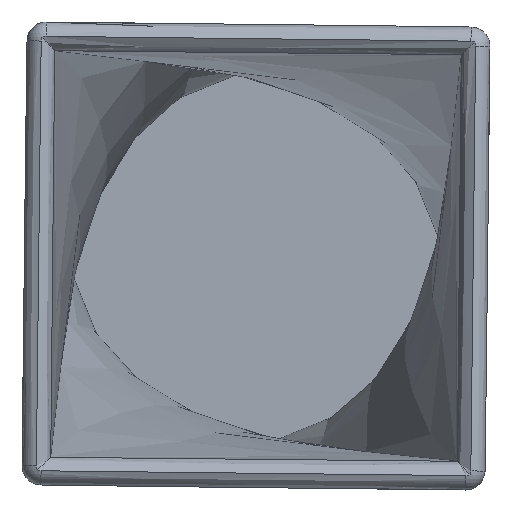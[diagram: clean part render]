
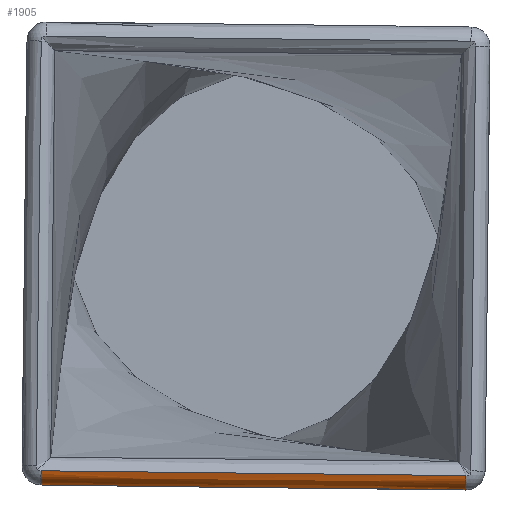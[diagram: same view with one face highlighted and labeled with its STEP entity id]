
A CAD part, top view. The second image highlights one B-rep face of the part: STEP entity #1905.
In plain terms, the highlighted free-form (B-spline) face has degree [3, 2] with [8, 3] control points.
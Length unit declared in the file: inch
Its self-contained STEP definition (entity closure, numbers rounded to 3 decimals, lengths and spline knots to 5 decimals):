
#56 = CARTESIAN_POINT ( 'NONE',  ( -0.38396, -1.20739, 5.3849 ) ) ;
#284 = AXIS2_PLACEMENT_3D ( 'NONE', #898, #3531, #1275 ) ;
#359 = CARTESIAN_POINT ( 'NONE',  ( -0.39173, -1.22106, 5.47558 ) ) ;
#377 = CARTESIAN_POINT ( 'NONE',  ( 0.91131, -1.14395, 5.49751 ) ) ;
#441 = CARTESIAN_POINT ( 'NONE',  ( -1.12388, -1.19334, 5.37538 ) ) ;
#547 = DIRECTION ( 'NONE',  ( 1., -0.015, 0. ) ) ;
#692 = EDGE_CURVE ( 'NONE', #2347, #1833, #1406, .T. ) ;
#739 = CARTESIAN_POINT ( 'NONE',  ( 0.17072, -1.2153, 5.39129 ) ) ;
#760 = CARTESIAN_POINT ( 'NONE',  ( 1.09609, -1.2244, 5.47941 ) ) ;
#766 = CIRCLE ( 'NONE', #284, 0.1 ) ;
#826 =( BOUNDED_SURFACE ( )  B_SPLINE_SURFACE ( 3, 2, ( 
 ( #2600, #1103, #1863 ),
 ( #4483, #2235, #4853 ),
 ( #2615, #359, #3003 ),
 ( #739, #3380, #1121 ),
 ( #3759, #1507, #4132 ),
 ( #1880, #4497, #2249 ),
 ( #4870, #2631, #377 ),
 ( #3021, #760, #3397 ) ),
 .UNSPECIFIED., .F., .F., .T. ) 
 B_SPLINE_SURFACE_WITH_KNOTS ( ( 4, 2, 2, 4 ),
 ( 3, 3 ),
 ( 0.02187, 0.05005, 0.06414, 0.07824 ),
 ( 0., 0.85068 ),
 .UNSPECIFIED. ) 
 GEOMETRIC_REPRESENTATION_ITEM ( )  RATIONAL_B_SPLINE_SURFACE ( (
 ( 1., 0.672, 0.902),
 ( 1., 0.686, 0.906),
 ( 1., 0.704, 0.912),
 ( 1., 0.724, 0.918),
 ( 1., 0.73, 0.919),
 ( 1., 0.739, 0.922),
 ( 1., 0.742, 0.923),
 ( 1., 0.743, 0.923) ) ) 
 REPRESENTATION_ITEM ( '' )  SURFACE ( )  );
#898 = CARTESIAN_POINT ( 'NONE',  ( 1.09643, -1.1224, 5.4 ) ) ;
#1009 = CARTESIAN_POINT ( 'NONE',  ( 1.09635, -1.1474, 5.49682 ) ) ;
#1103 = CARTESIAN_POINT ( 'NONE',  ( -1.12425, -1.21796, 5.47229 ) ) ;
#1121 = CARTESIAN_POINT ( 'NONE',  ( 0.1712, -1.13849, 5.49736 ) ) ;
#1184 = CARTESIAN_POINT ( 'NONE',  ( 1.0961, -1.22236, 5.39752 ) ) ;
#1275 = DIRECTION ( 'NONE',  ( 0.003, 1., 0. ) ) ;
#1392 = CARTESIAN_POINT ( 'NONE',  ( 0.17167, -1.14076, 5.4968 ) ) ;
#1406 = B_SPLINE_CURVE_WITH_KNOTS ( 'NONE', 3,
 ( #1009, #4007, #2499, #3644, #1392, #4023, #1771, #4382 ),
 .UNSPECIFIED., .F., .F.,
 ( 4, 2, 2, 4 ),
 ( -0.02785, -0.01376, 0.00033, 0.02852 ),
 .UNSPECIFIED. ) ;
#1507 = CARTESIAN_POINT ( 'NONE',  ( 0.35463, -1.22328, 5.47814 ) ) ;
#1509 = B_SPLINE_CURVE_WITH_KNOTS ( 'NONE', 3,
 ( #1184, #4190, #1940, #4564, #2311, #56, #2695, #441 ),
 .UNSPECIFIED., .F., .F.,
 ( 4, 2, 2, 4 ),
 ( 0.00258, 0.01668, 0.03078, 0.05898 ),
 .UNSPECIFIED. ) ;
#1572 = EDGE_CURVE ( 'NONE', #2923, #2347, #766, .T. ) ;
#1655 = FACE_OUTER_BOUND ( 'NONE', #3123, .T. ) ;
#1693 = CARTESIAN_POINT ( 'NONE',  ( 1.09635, -1.1474, 5.49682 ) ) ;
#1771 = CARTESIAN_POINT ( 'NONE',  ( -0.75294, -1.12759, 5.49669 ) ) ;
#1833 = VERTEX_POINT ( 'NONE', #2937 ) ;
#1863 = CARTESIAN_POINT ( 'NONE',  ( -1.12277, -1.12106, 5.49692 ) ) ;
#1880 = CARTESIAN_POINT ( 'NONE',  ( 0.72595, -1.22066, 5.39597 ) ) ;
#1905 = ADVANCED_FACE ( 'NONE', ( #1655 ), #826, .T. ) ;
#1936 = ORIENTED_EDGE ( 'NONE', *, *, #3094, .T. ) ;
#1940 = CARTESIAN_POINT ( 'NONE',  ( 0.72605, -1.22066, 5.39597 ) ) ;
#1984 = EDGE_CURVE ( 'NONE', #2923, #2782, #1509, .T. ) ;
#2235 = CARTESIAN_POINT ( 'NONE',  ( -0.76243, -1.21946, 5.4738 ) ) ;
#2249 = CARTESIAN_POINT ( 'NONE',  ( 0.7262, -1.14302, 5.49748 ) ) ;
#2311 = CARTESIAN_POINT ( 'NONE',  ( 0.17102, -1.21531, 5.39129 ) ) ;
#2347 = VERTEX_POINT ( 'NONE', #1693 ) ;
#2499 = CARTESIAN_POINT ( 'NONE',  ( 0.72647, -1.14575, 5.49682 ) ) ;
#2600 = CARTESIAN_POINT ( 'NONE',  ( -1.12388, -1.19334, 5.37538 ) ) ;
#2615 = CARTESIAN_POINT ( 'NONE',  ( -0.38438, -1.20738, 5.3849 ) ) ;
#2631 = CARTESIAN_POINT ( 'NONE',  ( 0.91059, -1.22424, 5.47925 ) ) ;
#2695 = CARTESIAN_POINT ( 'NONE',  ( -0.75391, -1.20007, 5.37961 ) ) ;
#2755 = ORIENTED_EDGE ( 'NONE', *, *, #1984, .F. ) ;
#2782 = VERTEX_POINT ( 'NONE', #4419 ) ;
#2803 = CARTESIAN_POINT ( 'NONE',  ( -1.1224, -1.09643, 5.4 ) ) ;
#2923 = VERTEX_POINT ( 'NONE', #4531 ) ;
#2937 = CARTESIAN_POINT ( 'NONE',  ( -1.12279, -1.12222, 5.49662 ) ) ;
#3003 = CARTESIAN_POINT ( 'NONE',  ( -0.38484, -1.13199, 5.49718 ) ) ;
#3021 = CARTESIAN_POINT ( 'NONE',  ( 1.0961, -1.22236, 5.39752 ) ) ;
#3094 = EDGE_CURVE ( 'NONE', #1833, #2782, #3479, .T. ) ;
#3123 = EDGE_LOOP ( 'NONE', ( #2755, #4631, #3958, #1936 ) ) ;
#3187 = DIRECTION ( 'NONE',  ( 0.015, 1., 0. ) ) ;
#3380 = CARTESIAN_POINT ( 'NONE',  ( 0.1689, -1.2228, 5.47758 ) ) ;
#3397 = CARTESIAN_POINT ( 'NONE',  ( 1.09636, -1.14451, 5.49753 ) ) ;
#3479 = CIRCLE ( 'NONE', #3607, 0.1 ) ;
#3531 = DIRECTION ( 'NONE',  ( -1., 0.003, 0. ) ) ;
#3607 = AXIS2_PLACEMENT_3D ( 'NONE', #2803, #547, #3187 ) ;
#3644 = CARTESIAN_POINT ( 'NONE',  ( 0.3566, -1.14274, 5.49681 ) ) ;
#3759 = CARTESIAN_POINT ( 'NONE',  ( 0.35579, -1.21745, 5.39314 ) ) ;
#3958 = ORIENTED_EDGE ( 'NONE', *, *, #692, .T. ) ;
#4007 = CARTESIAN_POINT ( 'NONE',  ( 0.91141, -1.14679, 5.49682 ) ) ;
#4023 = CARTESIAN_POINT ( 'NONE',  ( -0.38311, -1.13372, 5.49676 ) ) ;
#4132 = CARTESIAN_POINT ( 'NONE',  ( 0.3563, -1.1403, 5.49741 ) ) ;
#4190 = CARTESIAN_POINT ( 'NONE',  ( 0.91107, -1.22173, 5.39695 ) ) ;
#4382 = CARTESIAN_POINT ( 'NONE',  ( -1.12279, -1.12222, 5.49662 ) ) ;
#4419 = CARTESIAN_POINT ( 'NONE',  ( -1.12388, -1.19334, 5.37538 ) ) ;
#4483 = CARTESIAN_POINT ( 'NONE',  ( -0.75424, -1.20006, 5.37961 ) ) ;
#4497 = CARTESIAN_POINT ( 'NONE',  ( 0.72483, -1.22399, 5.47897 ) ) ;
#4531 = CARTESIAN_POINT ( 'NONE',  ( 1.0961, -1.22236, 5.39752 ) ) ;
#4564 = CARTESIAN_POINT ( 'NONE',  ( 0.35603, -1.21746, 5.39314 ) ) ;
#4631 = ORIENTED_EDGE ( 'NONE', *, *, #1572, .T. ) ;
#4853 = CARTESIAN_POINT ( 'NONE',  ( -0.75479, -1.12621, 5.49704 ) ) ;
#4870 = CARTESIAN_POINT ( 'NONE',  ( 0.91103, -1.22173, 5.39695 ) ) ;
